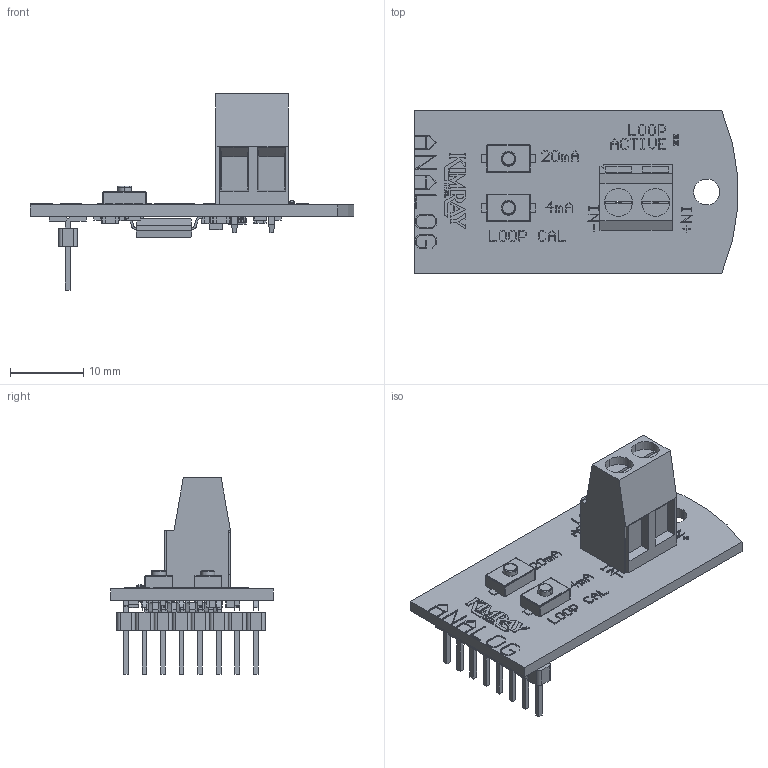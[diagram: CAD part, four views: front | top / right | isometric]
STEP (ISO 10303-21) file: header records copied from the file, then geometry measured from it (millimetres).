
FILE_DESCRIPTION (( 'STEP AP203' ), '1' );
FILE_NAME ('KA7506.STEP', '2017-01-24T18:09:26', ( 'PCTech' ), ( 'Microsoft' ), 'SwSTEP 2.0', 'SolidWorks 2016', '' );
FILE_SCHEMA (( 'CONFIG_CONTROL_DESIGN' ));
Products named in the file (1): KA7506
Bounding box: 44.23 x 22.2 x 26.87 mm (x, y, z)
Surface area: 3925.8 mm2 (no closed solid volume)
Topology: 0 solids, 88 shells, 1368 faces, 4499 edges, 3143 vertices
Faces by surface type: plane 1051, cylinder 274, bspline 29, sphere 10, torus 4
Entity records: 51443 total; most frequent: CARTESIAN_POINT 12791, DIRECTION 7704, ORIENTED_EDGE 7204, EDGE_CURVE 4493, VECTOR 3740, LINE 3740, VERTEX_POINT 3143, AXIS2_PLACEMENT_3D 1982
